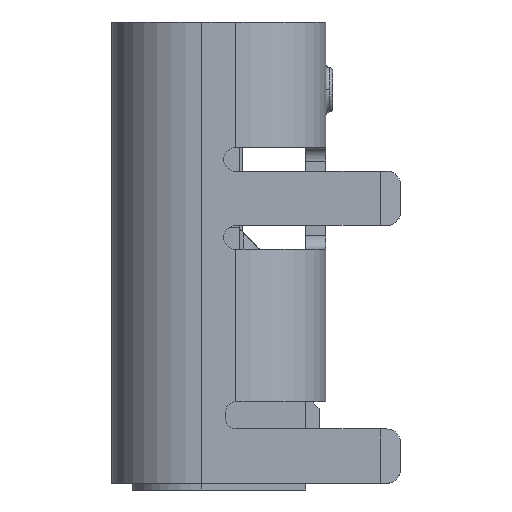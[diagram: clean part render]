
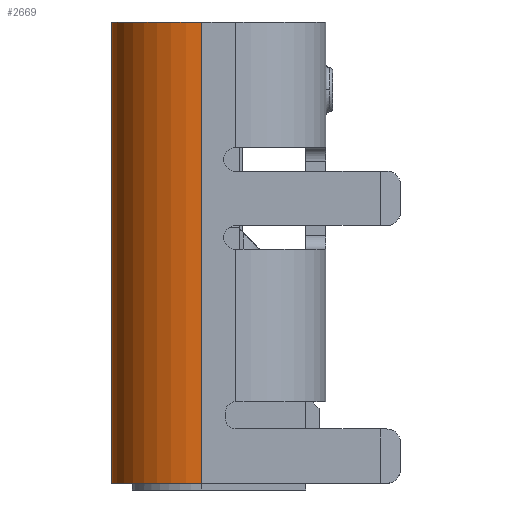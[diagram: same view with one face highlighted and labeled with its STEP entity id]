
A CAD part, left-side view. The second image highlights one B-rep face of the part: STEP entity #2669.
In plain terms, the highlighted cylindrical face has radius 1.33 mm (diameter 2.66 mm), a partial arc.
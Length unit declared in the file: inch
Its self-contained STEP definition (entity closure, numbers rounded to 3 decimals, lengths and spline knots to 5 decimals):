
#267 = CIRCLE ( 'NONE', #9056, 0.05236 ) ;
#804 = VERTEX_POINT ( 'NONE', #10487 ) ;
#920 = CARTESIAN_POINT ( 'NONE',  ( -0.12362, 0.07598, -0.13189 ) ) ;
#929 = CARTESIAN_POINT ( 'NONE',  ( -0.12362, 0.12835, 0.13583 ) ) ;
#986 = DIRECTION ( 'NONE',  ( -1., 0., 0. ) ) ;
#1346 = VERTEX_POINT ( 'NONE', #4109 ) ;
#1491 = CYLINDRICAL_SURFACE ( 'NONE', #15521, 0.05236 ) ;
#2023 = ORIENTED_EDGE ( 'NONE', *, *, #15262, .T. ) ;
#2168 = CARTESIAN_POINT ( 'NONE',  ( -0.12362, 0.07598, 0.13583 ) ) ;
#2202 = AXIS2_PLACEMENT_3D ( 'NONE', #2168, #4577, #3547 ) ;
#2404 = CARTESIAN_POINT ( 'NONE',  ( -0.12362, 0.07598, -0.13189 ) ) ;
#2498 = DIRECTION ( 'NONE',  ( 0., 0., 1. ) ) ;
#2669 = ADVANCED_FACE ( 'NONE', ( #13435 ), #1491, .T. ) ;
#3265 = DIRECTION ( 'NONE',  ( 1., 0., 0. ) ) ;
#3547 = DIRECTION ( 'NONE',  ( -1., 0., 0. ) ) ;
#3924 = DIRECTION ( 'NONE',  ( 0., 0., 1. ) ) ;
#4109 = CARTESIAN_POINT ( 'NONE',  ( -0.12362, 0.12835, -0.13189 ) ) ;
#4511 = DIRECTION ( 'NONE',  ( 0., 0., 1. ) ) ;
#4577 = DIRECTION ( 'NONE',  ( 0., 0., 1. ) ) ;
#5258 = EDGE_CURVE ( 'NONE', #1346, #6751, #12174, .T. ) ;
#5467 = CIRCLE ( 'NONE', #2202, 0.05236 ) ;
#5954 = CARTESIAN_POINT ( 'NONE',  ( -0.12362, 0.12835, -0.13189 ) ) ;
#6751 = VERTEX_POINT ( 'NONE', #929 ) ;
#7004 = ORIENTED_EDGE ( 'NONE', *, *, #7316, .F. ) ;
#7248 = CARTESIAN_POINT ( 'NONE',  ( -0.17598, 0.07598, -0.13189 ) ) ;
#7316 = EDGE_CURVE ( 'NONE', #6751, #804, #5467, .T. ) ;
#8185 = VECTOR ( 'NONE', #2498, 39.37008 ) ;
#9056 = AXIS2_PLACEMENT_3D ( 'NONE', #2404, #4511, #986 ) ;
#9372 = ORIENTED_EDGE ( 'NONE', *, *, #9684, .T. ) ;
#9658 = CARTESIAN_POINT ( 'NONE',  ( -0.17598, 0.07598, -0.13189 ) ) ;
#9684 = EDGE_CURVE ( 'NONE', #1346, #13904, #267, .T. ) ;
#9756 = LINE ( 'NONE', #7248, #14187 ) ;
#10466 = ORIENTED_EDGE ( 'NONE', *, *, #5258, .F. ) ;
#10487 = CARTESIAN_POINT ( 'NONE',  ( -0.17598, 0.07598, 0.13583 ) ) ;
#12174 = LINE ( 'NONE', #5954, #8185 ) ;
#12496 = DIRECTION ( 'NONE',  ( 0., 0., 1. ) ) ;
#13435 = FACE_OUTER_BOUND ( 'NONE', #14537, .T. ) ;
#13904 = VERTEX_POINT ( 'NONE', #9658 ) ;
#14187 = VECTOR ( 'NONE', #3924, 39.37008 ) ;
#14537 = EDGE_LOOP ( 'NONE', ( #2023, #7004, #10466, #9372 ) ) ;
#15262 = EDGE_CURVE ( 'NONE', #13904, #804, #9756, .T. ) ;
#15521 = AXIS2_PLACEMENT_3D ( 'NONE', #920, #12496, #3265 ) ;
